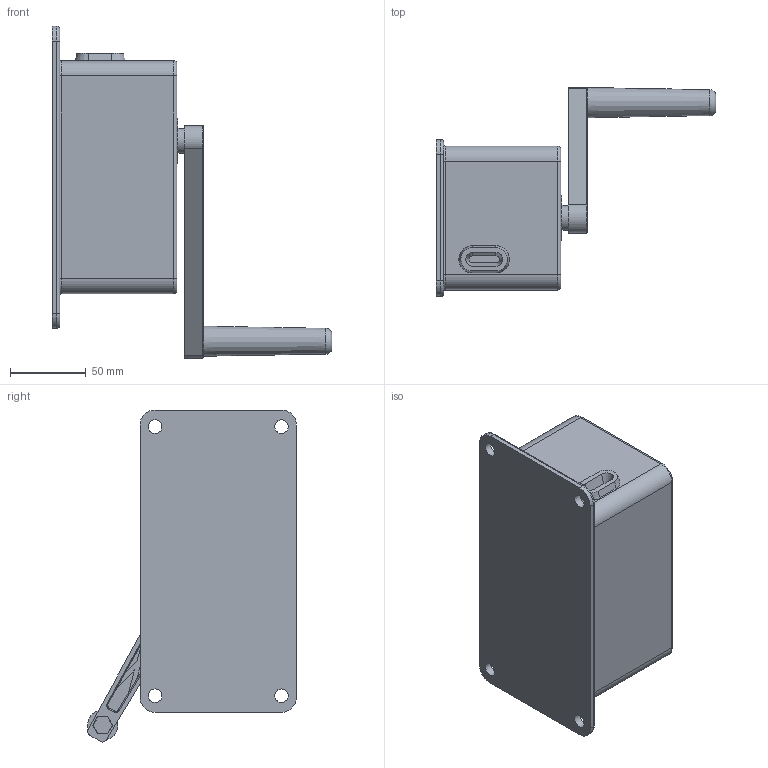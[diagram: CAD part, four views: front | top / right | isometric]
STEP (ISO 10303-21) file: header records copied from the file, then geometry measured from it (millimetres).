
FILE_DESCRIPTION(('STEP AP214'),'1');
FILE_NAME('PMH Vinsch WA100.stp','2013-06-28T12:12:24',(' '),(' '),'Spatial InterOp 3D',' ',' ');
FILE_SCHEMA(('automotive_design'));
Length unit declared in the file: millimetre
Products named in the file (3): PMH Vinsch WA100; 1; 2
Assembly tree (2 placements, depth 2):
  PMH Vinsch WA100
    1
    2
Bounding box: 185 x 138.26 x 219.59 mm (x, y, z)
Volume: 1254330 mm3; surface area: 103116.6 mm2
Topology: 2 solids, 2 shells, 163 faces, 396 edges, 249 vertices
Faces by surface type: plane 89, cylinder 45, torus 24, cone 5
Full cylindrical faces by diameter (mm): 9 x4, 16.5 x1, 18 x1, 30 x1
Entity records: 6105 total; most frequent: DIRECTION 851, CARTESIAN_POINT 833, ORIENTED_EDGE 772, EDGE_CURVE 386, AXIS2_PLACEMENT_3D 300, LINE 251, VECTOR 251, VERTEX_POINT 248
